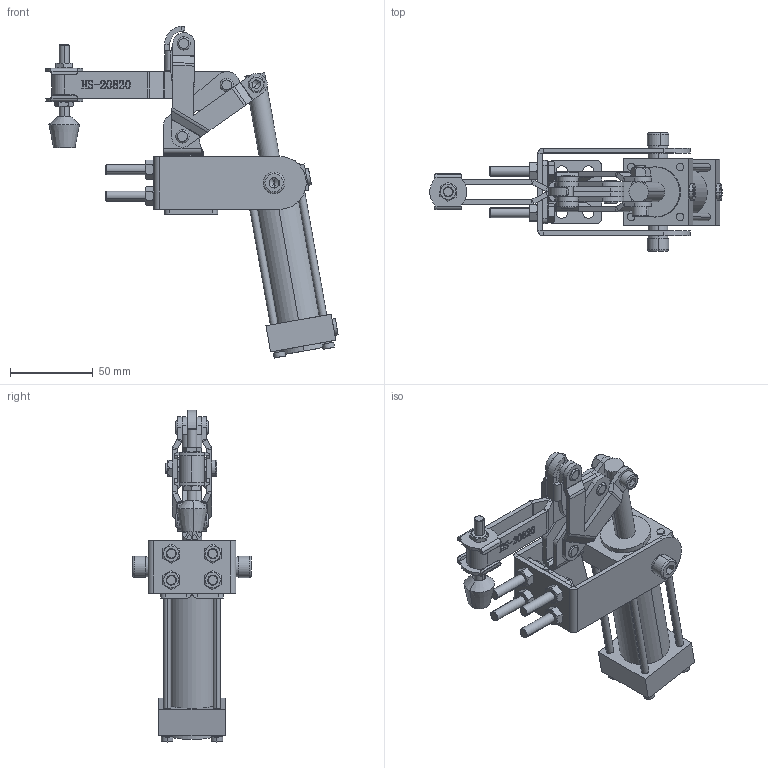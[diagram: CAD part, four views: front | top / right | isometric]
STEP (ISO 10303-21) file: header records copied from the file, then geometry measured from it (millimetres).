
FILE_DESCRIPTION (( 'STEP AP203' ), '1' );
FILE_NAME ('HS-20820-A .STEP', '2019-08-20T10:44:15', ( '微软用户' ), ( '微软中国' ), 'SwSTEP 2.0', 'SolidWorks 2012', '' );
FILE_SCHEMA (( 'CONFIG_CONTROL_DESIGN' ));
Length unit declared in the file: millimetre
Products named in the file (21): HS-20820-A ; hex nuts, style 1-grades ab gb_GB_FASTENER_NUT_SNAB1 M6-N; hexagon head bolts--product grade c gb_GB_FASTENER_BOLT_HHBC M6X35-N; FW-516; prevailing torque all-metal 1 gb_GB_HEXAGON_LOCK_TYPE1 M6-N; hexagon socket head cap screws gb_GB_FASTENER_SCREWS_HSHCS M6X25-N; hexagon socket head cap screws gb_GB_FASTENER_SCREWS_HSHCS M8X16-N; 階杶; 蟀裝; 菁釱酘; 种1; hex thin nuts-grades ab-chamfered gb_GB_FASTENER_NUT_STNAB M6-N; hexagon head bolts-full thread gb_GB_FASTENER_BOLT_STBAB A M6X50-N; 蚐詰; 揤輸; 揤參; 种; 蟀裝3; 蟀裝2; 活塞杆1; 盓殤
Assembly tree (32 placements, depth 2):
  HS-20820-A 
    盓殤
    活塞杆1
    蟀裝2
    蟀裝3
    种  x2
    揤參
    揤輸
    蚐詰
    hexagon head bolts-full thread gb_GB_FASTENER_BOLT_STBAB A M6X50-N
    hex thin nuts-grades ab-chamfered gb_GB_FASTENER_NUT_STNAB M6-N  x2
    种1  x2
    菁釱酘
    蟀裝
    階杶  x2
    hexagon socket head cap screws gb_GB_FASTENER_SCREWS_HSHCS M8X16-N  x2
    hexagon socket head cap screws gb_GB_FASTENER_SCREWS_HSHCS M6X25-N
    prevailing torque all-metal 1 gb_GB_HEXAGON_LOCK_TYPE1 M6-N
    FW-516  x2
    hexagon head bolts--product grade c gb_GB_FASTENER_BOLT_HHBC M6X35-N  x4
    hex nuts, style 1-grades ab gb_GB_FASTENER_NUT_SNAB1 M6-N  x4
Bounding box: 176.36 x 71.6 x 200.26 mm (x, y, z)
Volume: 205289.2 mm3; surface area: 94252.2 mm2
Topology: 33 solids, 33 shells, 1258 faces, 3002 edges, 1874 vertices
Faces by surface type: plane 644, cylinder 308, bspline 159, cone 125, torus 22
Entity records: 40992 total; most frequent: CARTESIAN_POINT 14600, ORIENTED_EDGE 5068, DIRECTION 4579, EDGE_CURVE 2534, VERTEX_POINT 1589, AXIS2_PLACEMENT_3D 1556, VECTOR 1467, LINE 1467
